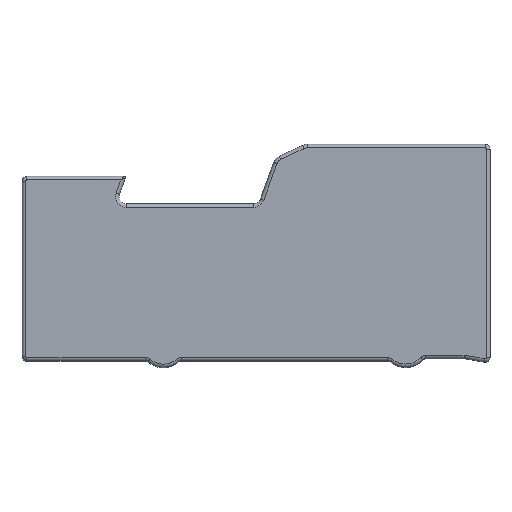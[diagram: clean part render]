
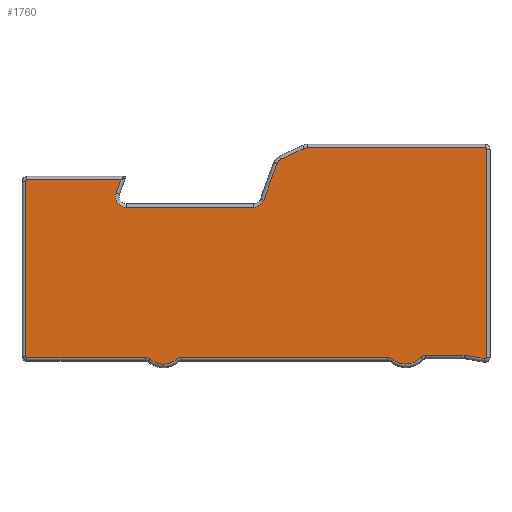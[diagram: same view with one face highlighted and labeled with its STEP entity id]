
A CAD part, top view. The second image highlights one B-rep face of the part: STEP entity #1760.
In plain terms, the highlighted planar face has unit normal (0, 0, 1).
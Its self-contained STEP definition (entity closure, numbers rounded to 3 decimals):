
#2=DIRECTION('',(0.342,0.94,0.));
#3=VECTOR('',#2,1.162);
#4=CARTESIAN_POINT('',(-12.583,23.408,1.5));
#5=LINE('',#4,#3);
#6=CARTESIAN_POINT('',(-11.737,23.1,1.5));
#7=DIRECTION('',(0.,0.,-1.));
#8=DIRECTION('',(0.,-1.,0.));
#9=AXIS2_PLACEMENT_3D('',#6,#7,#8);
#11=DIRECTION('',(-1.,0.,0.));
#12=VECTOR('',#11,10.737);
#13=CARTESIAN_POINT('',(-1.,22.2,1.5));
#14=LINE('',#13,#12);
#15=CARTESIAN_POINT('',(-1.,23.1,1.5));
#16=DIRECTION('',(0.,0.,-1.));
#17=DIRECTION('',(0.94,-0.342,0.));
#18=AXIS2_PLACEMENT_3D('',#15,#16,#17);
#20=DIRECTION('',(-0.342,-0.94,0.));
#21=VECTOR('',#20,3.293);
#22=CARTESIAN_POINT('',(0.972,25.887,1.5));
#23=LINE('',#22,#21);
#24=CARTESIAN_POINT('',(1.536,25.682,1.5));
#25=DIRECTION('',(0.,0.,1.));
#26=DIRECTION('',(-0.424,0.906,0.));
#27=AXIS2_PLACEMENT_3D('',#24,#25,#26);
#29=DIRECTION('',(-0.906,-0.424,0.));
#30=VECTOR('',#29,2.168);
#31=CARTESIAN_POINT('',(3.246,27.144,1.5));
#32=LINE('',#31,#30);
#33=CARTESIAN_POINT('',(3.5,26.6,1.5));
#34=DIRECTION('',(0.,0.,1.));
#35=DIRECTION('',(0.,1.,0.));
#36=AXIS2_PLACEMENT_3D('',#33,#34,#35);
#38=DIRECTION('',(-1.,0.,0.));
#39=VECTOR('',#38,15.);
#40=CARTESIAN_POINT('',(18.5,27.2,1.5));
#41=LINE('',#40,#39);
#42=CARTESIAN_POINT('',(18.5,27.1,1.5));
#43=DIRECTION('',(0.,0.,1.));
#44=DIRECTION('',(1.,0.,0.));
#45=AXIS2_PLACEMENT_3D('',#42,#43,#44);
#47=DIRECTION('',(0.,1.,0.));
#48=VECTOR('',#47,17.55);
#49=CARTESIAN_POINT('',(18.6,9.55,1.5));
#50=LINE('',#49,#48);
#51=CARTESIAN_POINT('',(18.5,9.55,1.5));
#52=DIRECTION('',(0.,0.,1.));
#53=DIRECTION('',(-0.174,-0.985,0.));
#54=AXIS2_PLACEMENT_3D('',#51,#52,#53);
#56=DIRECTION('',(0.985,-0.174,0.));
#57=VECTOR('',#56,1.64);
#58=CARTESIAN_POINT('',(16.867,9.736,1.5));
#59=LINE('',#58,#57);
#60=CARTESIAN_POINT('',(16.711,8.85,1.5));
#61=DIRECTION('',(0.,0.,-1.));
#62=DIRECTION('',(0.,1.,0.));
#63=AXIS2_PLACEMENT_3D('',#60,#61,#62);
#65=DIRECTION('',(1.,0.,0.));
#66=VECTOR('',#65,3.212);
#67=CARTESIAN_POINT('',(13.499,9.75,1.5));
#68=LINE('',#67,#66);
#69=CARTESIAN_POINT('',(13.499,9.15,1.5));
#70=DIRECTION('',(0.,0.,-1.));
#71=DIRECTION('',(-0.739,0.674,0.));
#72=AXIS2_PLACEMENT_3D('',#69,#70,#71);
#74=CARTESIAN_POINT('',(11.8,10.7,1.5));
#75=DIRECTION('',(0.,0.,1.));
#76=DIRECTION('',(-0.649,-0.761,0.));
#77=AXIS2_PLACEMENT_3D('',#74,#75,#76);
#79=CARTESIAN_POINT('',(10.308,8.95,1.5));
#80=DIRECTION('',(0.,0.,-1.));
#81=DIRECTION('',(0.,1.,0.));
#82=AXIS2_PLACEMENT_3D('',#79,#80,#81);
#84=DIRECTION('',(1.,0.,0.));
#85=VECTOR('',#84,17.415);
#86=CARTESIAN_POINT('',(-7.108,9.55,1.5));
#87=LINE('',#86,#85);
#88=CARTESIAN_POINT('',(-7.108,8.95,1.5));
#89=DIRECTION('',(0.,0.,-1.));
#90=DIRECTION('',(-0.649,0.761,0.));
#91=AXIS2_PLACEMENT_3D('',#88,#89,#90);
#93=CARTESIAN_POINT('',(-8.6,10.7,1.5));
#94=DIRECTION('',(0.,0.,1.));
#95=DIRECTION('',(-0.649,-0.761,0.));
#96=AXIS2_PLACEMENT_3D('',#93,#94,#95);
#98=CARTESIAN_POINT('',(-10.092,8.95,1.5));
#99=DIRECTION('',(0.,0.,-1.));
#100=DIRECTION('',(0.,1.,0.));
#101=AXIS2_PLACEMENT_3D('',#98,#99,#100);
#103=DIRECTION('',(1.,0.,0.));
#104=VECTOR('',#103,10.008);
#105=CARTESIAN_POINT('',(-20.1,9.55,1.5));
#106=LINE('',#105,#104);
#107=CARTESIAN_POINT('',(-20.1,9.65,1.5));
#108=DIRECTION('',(0.,0.,1.));
#109=DIRECTION('',(-1.,0.,0.));
#110=AXIS2_PLACEMENT_3D('',#107,#108,#109);
#112=DIRECTION('',(0.,-1.,0.));
#113=VECTOR('',#112,14.75);
#114=CARTESIAN_POINT('',(-20.2,24.4,1.5));
#115=LINE('',#114,#113);
#116=CARTESIAN_POINT('',(-20.1,24.4,1.5));
#117=DIRECTION('',(0.,0.,1.));
#118=DIRECTION('',(0.,1.,0.));
#119=AXIS2_PLACEMENT_3D('',#116,#117,#118);
#121=DIRECTION('',(-1.,0.,0.));
#122=VECTOR('',#121,7.914);
#123=CARTESIAN_POINT('',(-12.186,24.5,1.5));
#124=LINE('',#123,#122);
#1541=CARTESIAN_POINT('',(-12.583,23.408,1.5));
#1542=CARTESIAN_POINT('',(-12.186,24.5,1.5));
#1543=VERTEX_POINT('',#1541);
#1544=VERTEX_POINT('',#1542);
#1545=CARTESIAN_POINT('',(-11.737,22.2,1.5));
#1546=VERTEX_POINT('',#1545);
#1549=CARTESIAN_POINT('',(-1.,22.2,1.5));
#1550=VERTEX_POINT('',#1549);
#1553=CARTESIAN_POINT('',(-0.154,22.792,
1.5));
#1554=VERTEX_POINT('',#1553);
#1557=CARTESIAN_POINT('',(0.972,25.887,1.5));
#1558=VERTEX_POINT('',#1557);
#1561=CARTESIAN_POINT('',(1.282,26.225,1.5));
#1562=VERTEX_POINT('',#1561);
#1565=CARTESIAN_POINT('',(3.246,27.144,1.5));
#1566=VERTEX_POINT('',#1565);
#1569=CARTESIAN_POINT('',(3.5,27.2,1.5));
#1570=VERTEX_POINT('',#1569);
#1573=CARTESIAN_POINT('',(18.5,27.2,1.5));
#1574=VERTEX_POINT('',#1573);
#1577=CARTESIAN_POINT('',(18.6,27.1,1.5));
#1578=VERTEX_POINT('',#1577);
#1581=CARTESIAN_POINT('',(18.6,9.55,1.5));
#1582=VERTEX_POINT('',#1581);
#1585=CARTESIAN_POINT('',(18.483,9.452,1.5));
#1586=VERTEX_POINT('',#1585);
#1589=CARTESIAN_POINT('',(16.867,9.736,1.5));
#1590=VERTEX_POINT('',#1589);
#1593=CARTESIAN_POINT('',(16.711,9.75,1.5));
#1594=VERTEX_POINT('',#1593);
#1597=CARTESIAN_POINT('',(13.499,9.75,1.5));
#1598=VERTEX_POINT('',#1597);
#1601=CARTESIAN_POINT('',(13.056,9.554,1.5));
#1602=VERTEX_POINT('',#1601);
#1605=CARTESIAN_POINT('',(10.697,9.407,1.5));
#1606=VERTEX_POINT('',#1605);
#1609=CARTESIAN_POINT('',(10.308,9.55,1.5));
#1610=VERTEX_POINT('',#1609);
#1613=CARTESIAN_POINT('',(-7.108,9.55,1.5));
#1614=VERTEX_POINT('',#1613);
#1617=CARTESIAN_POINT('',(-7.497,9.406,1.5));
#1618=VERTEX_POINT('',#1617);
#1621=CARTESIAN_POINT('',(-9.703,9.407,1.5));
#1622=VERTEX_POINT('',#1621);
#1625=CARTESIAN_POINT('',(-10.092,9.55,1.5));
#1626=VERTEX_POINT('',#1625);
#1629=CARTESIAN_POINT('',(-20.1,9.55,1.5));
#1630=VERTEX_POINT('',#1629);
#1633=CARTESIAN_POINT('',(-20.2,9.65,1.5));
#1634=VERTEX_POINT('',#1633);
#1637=CARTESIAN_POINT('',(-20.2,24.4,1.5));
#1638=VERTEX_POINT('',#1637);
#1641=CARTESIAN_POINT('',(-20.1,24.5,1.5));
#1642=VERTEX_POINT('',#1641);
#1699=CARTESIAN_POINT('',(0.,0.,1.5));
#1700=DIRECTION('',(0.,0.,1.));
#1701=DIRECTION('',(1.,0.,0.));
#1702=AXIS2_PLACEMENT_3D('',#1699,#1700,#1701);
#1703=PLANE('',#1702);
#1705=ORIENTED_EDGE('',*,*,#1704,.F.);
#1707=ORIENTED_EDGE('',*,*,#1706,.F.);
#1709=ORIENTED_EDGE('',*,*,#1708,.F.);
#1711=ORIENTED_EDGE('',*,*,#1710,.F.);
#1713=ORIENTED_EDGE('',*,*,#1712,.F.);
#1715=ORIENTED_EDGE('',*,*,#1714,.F.);
#1717=ORIENTED_EDGE('',*,*,#1716,.F.);
#1719=ORIENTED_EDGE('',*,*,#1718,.F.);
#1721=ORIENTED_EDGE('',*,*,#1720,.F.);
#1723=ORIENTED_EDGE('',*,*,#1722,.F.);
#1725=ORIENTED_EDGE('',*,*,#1724,.F.);
#1727=ORIENTED_EDGE('',*,*,#1726,.F.);
#1729=ORIENTED_EDGE('',*,*,#1728,.F.);
#1731=ORIENTED_EDGE('',*,*,#1730,.F.);
#1733=ORIENTED_EDGE('',*,*,#1732,.F.);
#1735=ORIENTED_EDGE('',*,*,#1734,.F.);
#1737=ORIENTED_EDGE('',*,*,#1736,.F.);
#1739=ORIENTED_EDGE('',*,*,#1738,.F.);
#1741=ORIENTED_EDGE('',*,*,#1740,.F.);
#1743=ORIENTED_EDGE('',*,*,#1742,.F.);
#1745=ORIENTED_EDGE('',*,*,#1744,.F.);
#1747=ORIENTED_EDGE('',*,*,#1746,.F.);
#1749=ORIENTED_EDGE('',*,*,#1748,.F.);
#1751=ORIENTED_EDGE('',*,*,#1750,.F.);
#1753=ORIENTED_EDGE('',*,*,#1752,.F.);
#1755=ORIENTED_EDGE('',*,*,#1754,.F.);
#1757=ORIENTED_EDGE('',*,*,#1756,.F.);
#1758=EDGE_LOOP('',(#1705,#1707,#1709,#1711,#1713,#1715,#1717,#1719,#1721,#1723,
#1725,#1727,#1729,#1731,#1733,#1735,#1737,#1739,#1741,#1743,#1745,#1747,#1749,
#1751,#1753,#1755,#1757));
#1759=FACE_OUTER_BOUND('',#1758,.F.);
#10=CIRCLE('',#9,0.9);
#19=CIRCLE('',#18,0.9);
#28=CIRCLE('',#27,0.6);
#37=CIRCLE('',#36,0.6);
#46=CIRCLE('',#45,0.1);
#55=CIRCLE('',#54,0.1);
#64=CIRCLE('',#63,0.9);
#73=CIRCLE('',#72,0.6);
#78=CIRCLE('',#77,1.7);
#83=CIRCLE('',#82,0.6);
#92=CIRCLE('',#91,0.6);
#97=CIRCLE('',#96,1.7);
#102=CIRCLE('',#101,0.6);
#111=CIRCLE('',#110,0.1);
#120=CIRCLE('',#119,0.1);
#1704=EDGE_CURVE('',#1543,#1544,#5,.T.);
#1706=EDGE_CURVE('',#1546,#1543,#10,.T.);
#1708=EDGE_CURVE('',#1550,#1546,#14,.T.);
#1710=EDGE_CURVE('',#1554,#1550,#19,.T.);
#1712=EDGE_CURVE('',#1558,#1554,#23,.T.);
#1714=EDGE_CURVE('',#1562,#1558,#28,.T.);
#1716=EDGE_CURVE('',#1566,#1562,#32,.T.);
#1718=EDGE_CURVE('',#1570,#1566,#37,.T.);
#1720=EDGE_CURVE('',#1574,#1570,#41,.T.);
#1722=EDGE_CURVE('',#1578,#1574,#46,.T.);
#1724=EDGE_CURVE('',#1582,#1578,#50,.T.);
#1726=EDGE_CURVE('',#1586,#1582,#55,.T.);
#1728=EDGE_CURVE('',#1590,#1586,#59,.T.);
#1730=EDGE_CURVE('',#1594,#1590,#64,.T.);
#1732=EDGE_CURVE('',#1598,#1594,#68,.T.);
#1734=EDGE_CURVE('',#1602,#1598,#73,.T.);
#1736=EDGE_CURVE('',#1606,#1602,#78,.T.);
#1738=EDGE_CURVE('',#1610,#1606,#83,.T.);
#1740=EDGE_CURVE('',#1614,#1610,#87,.T.);
#1742=EDGE_CURVE('',#1618,#1614,#92,.T.);
#1744=EDGE_CURVE('',#1622,#1618,#97,.T.);
#1746=EDGE_CURVE('',#1626,#1622,#102,.T.);
#1748=EDGE_CURVE('',#1630,#1626,#106,.T.);
#1750=EDGE_CURVE('',#1634,#1630,#111,.T.);
#1752=EDGE_CURVE('',#1638,#1634,#115,.T.);
#1754=EDGE_CURVE('',#1642,#1638,#120,.T.);
#1756=EDGE_CURVE('',#1544,#1642,#124,.T.);
#1760=ADVANCED_FACE('',(#1759),#1703,.T.);
